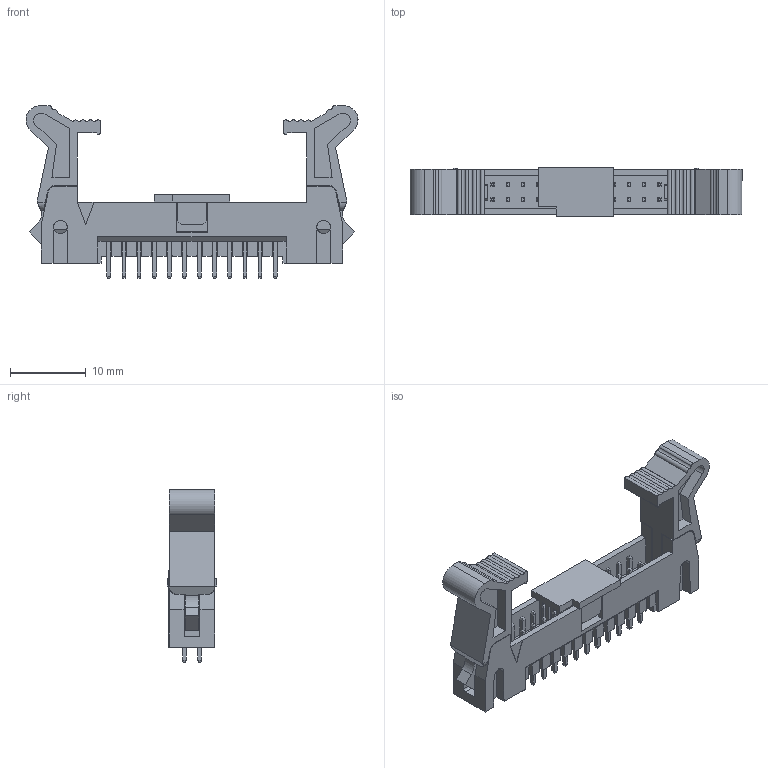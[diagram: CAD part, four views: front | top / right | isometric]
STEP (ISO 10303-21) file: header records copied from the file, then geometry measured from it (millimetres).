
FILE_DESCRIPTION( ('This file contains a STEP AP42 implementation' ,'as created by ZW3D STEP Interface translator.') ,'2;1' );
FILE_NAME( '3220-XXSXXBLX2.stp' ,'231127.152739', (''), ('ZWCAD Software Co.'), 'Version 1.0', 'ZW3D to STEP translator', '' );
FILE_SCHEMA(('AUTOMOTIVE_DESIGN { 1 0 10303 214 1 1 1 1 }'));
Length unit declared in the file: millimetre
Products named in the file (3): 0; 3220-24SG0BLP2; CAP3111-G201_6
Assembly tree (1 placements, depth 2):
  0
  3220-24SG0BLP2
    CAP3111-G201_6
Bounding box: 43.89 x 6.5 x 22.85 mm (x, y, z)
Volume: 1898.6 mm3; surface area: 3867.5 mm2
Topology: 3 solids, 3 shells, 1093 faces, 2844 edges, 1775 vertices
Faces by surface type: plane 917, cylinder 172, cone 4
Full cylindrical faces by diameter (mm): 1 x4, 1.75 x4
Entity records: 33976 total; most frequent: CARTESIAN_POINT 6056, ORIENTED_EDGE 5688, DIRECTION 5254, EDGE_CURVE 2844, VECTOR 2476, LINE 2476, VERTEX_POINT 1775, AXIS2_PLACEMENT_3D 1389
